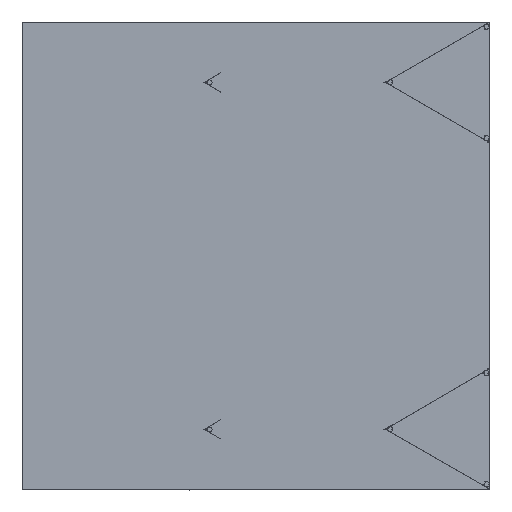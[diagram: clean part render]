
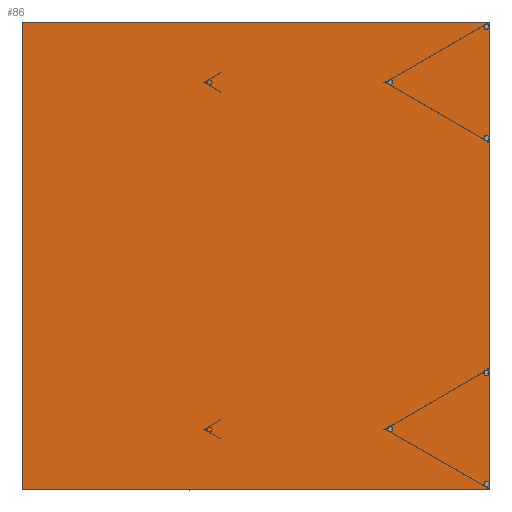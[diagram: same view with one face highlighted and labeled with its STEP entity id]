
A CAD part, left-side view. The second image highlights one B-rep face of the part: STEP entity #86.
In plain terms, the highlighted planar face has unit normal (-1, 0, 0).
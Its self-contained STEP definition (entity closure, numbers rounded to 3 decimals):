
#42 = EDGE_CURVE ( 'NONE', #87, #138, #1272, .T. ) ;
#46 = ORIENTED_EDGE ( 'NONE', *, *, #47, .F. ) ;
#47 = EDGE_CURVE ( 'NONE', #140, #138, #1389, .T. ) ;
#48 = ORIENTED_EDGE ( 'NONE', *, *, #158, .F. ) ;
#72 = ORIENTED_EDGE ( 'NONE', *, *, #42, .T. ) ;
#85 = VERTEX_POINT ( 'NONE', #1879 ) ;
#86 = ADVANCED_FACE ( 'NONE', ( #1878 ), #1877, .F. ) ;
#87 = VERTEX_POINT ( 'NONE', #1876 ) ;
#137 = EDGE_LOOP ( 'NONE', ( #72, #46, #48, #257 ) ) ;
#138 = VERTEX_POINT ( 'NONE', #2805 ) ;
#140 = VERTEX_POINT ( 'NONE', #2804 ) ;
#158 = EDGE_CURVE ( 'NONE', #85, #140, #3108, .T. ) ;
#195 = EDGE_CURVE ( 'NONE', #85, #87, #12803, .T. ) ;
#257 = ORIENTED_EDGE ( 'NONE', *, *, #195, .T. ) ;
#1266 = DIRECTION ( 'NONE',  ( 0., 0., 1. ) ) ;
#1267 = VECTOR ( 'NONE', #1266, 1000. ) ;
#1268 = CARTESIAN_POINT ( 'NONE',  ( 0., 0., -1181.1 ) ) ;
#1272 = LINE ( 'NONE', #1268, #1267 ) ;
#1386 = DIRECTION ( 'NONE',  ( 0., -1., 0. ) ) ;
#1387 = VECTOR ( 'NONE', #1386, 1000. ) ;
#1388 = CARTESIAN_POINT ( 'NONE',  ( 0., 2362.2, 1181.1 ) ) ;
#1389 = LINE ( 'NONE', #1388, #1387 ) ;
#1872 = DIRECTION ( 'NONE',  ( 0., 0., -1. ) ) ;
#1873 = DIRECTION ( 'NONE',  ( 1., 0., 0. ) ) ;
#1874 = CARTESIAN_POINT ( 'NONE',  ( 0., 2362.2, -1181.1 ) ) ;
#1875 = AXIS2_PLACEMENT_3D ( 'NONE', #1874, #1873, #1872 ) ;
#1876 = CARTESIAN_POINT ( 'NONE',  ( 0., 0., -1181.1 ) ) ;
#1877 = PLANE ( 'NONE',  #1875 ) ;
#1878 = FACE_OUTER_BOUND ( 'NONE', #137, .T. ) ;
#1879 = CARTESIAN_POINT ( 'NONE',  ( 0., 2362.2, -1181.1 ) ) ;
#2804 = CARTESIAN_POINT ( 'NONE',  ( 0., 2362.2, 1181.1 ) ) ;
#2805 = CARTESIAN_POINT ( 'NONE',  ( 0., 0., 1181.1 ) ) ;
#3049 = DIRECTION ( 'NONE',  ( 0., 0., 1. ) ) ;
#3050 = VECTOR ( 'NONE', #3049, 1000. ) ;
#3107 = CARTESIAN_POINT ( 'NONE',  ( 0., 2362.2, -1181.1 ) ) ;
#3108 = LINE ( 'NONE', #3107, #3050 ) ;
#12800 = DIRECTION ( 'NONE',  ( 0., -1., 0. ) ) ;
#12801 = VECTOR ( 'NONE', #12800, 1000. ) ;
#12802 = CARTESIAN_POINT ( 'NONE',  ( 0., 2362.2, -1181.1 ) ) ;
#12803 = LINE ( 'NONE', #12802, #12801 ) ;
